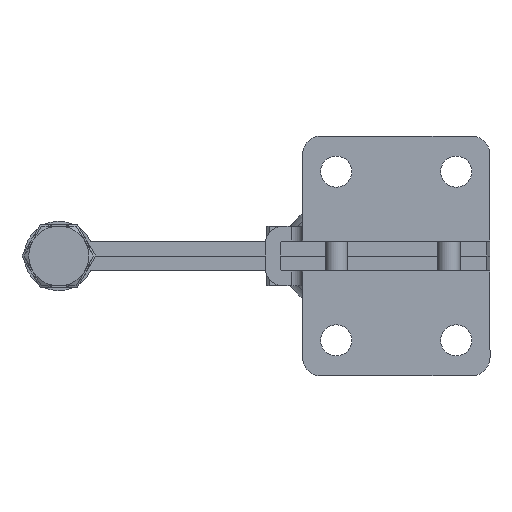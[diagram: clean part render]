
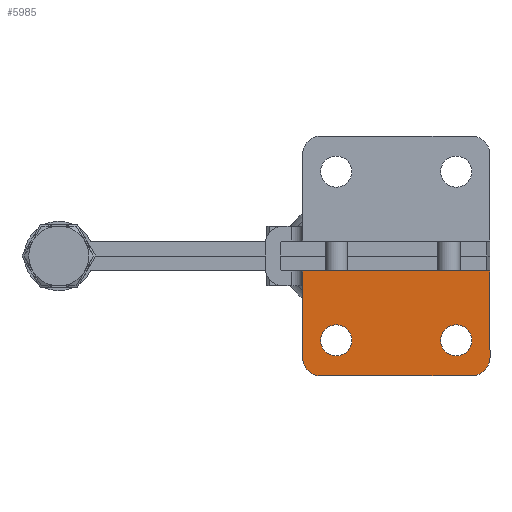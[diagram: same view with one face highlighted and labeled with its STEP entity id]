
A CAD part, front view. The second image highlights one B-rep face of the part: STEP entity #5985.
In plain terms, the highlighted planar face has unit normal (0, -1, 0).
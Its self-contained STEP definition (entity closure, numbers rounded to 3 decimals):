
#152 = AXIS2_PLACEMENT_3D ( 'NONE', #4171, #4508, #4919 ) ;
#187 = EDGE_CURVE ( 'NONE', #1129, #5644, #3497, .T. ) ;
#315 = EDGE_CURVE ( 'NONE', #7651, #8343, #3077, .T. ) ;
#393 = CIRCLE ( 'NONE', #4885, 4.15 ) ;
#452 = EDGE_LOOP ( 'NONE', ( #9936, #5238 ) ) ;
#502 = DIRECTION ( 'NONE',  ( -1., 0., 0. ) ) ;
#644 = EDGE_CURVE ( 'NONE', #8343, #1129, #2311, .T. ) ;
#703 = FACE_BOUND ( 'NONE', #452, .T. ) ;
#960 = VECTOR ( 'NONE', #8856, 1000. ) ;
#1129 = VERTEX_POINT ( 'NONE', #9403 ) ;
#1387 = CARTESIAN_POINT ( 'NONE',  ( 23.15, 22., -22.5 ) ) ;
#1460 = VERTEX_POINT ( 'NONE', #4757 ) ;
#1493 = DIRECTION ( 'NONE',  ( 0., -1., 0. ) ) ;
#1997 = CARTESIAN_POINT ( 'NONE',  ( 51., 22., -22.5 ) ) ;
#2076 = CARTESIAN_POINT ( 'NONE',  ( 15., 22., -32. ) ) ;
#2125 = EDGE_CURVE ( 'NONE', #8106, #6148, #3346, .T. ) ;
#2222 = CIRCLE ( 'NONE', #8897, 4.15 ) ;
#2284 = VECTOR ( 'NONE', #9443, 1000. ) ;
#2311 = LINE ( 'NONE', #7272, #2284 ) ;
#2320 = CARTESIAN_POINT ( 'NONE',  ( 55.15, 22., -22.5 ) ) ;
#2366 = CARTESIAN_POINT ( 'NONE',  ( 51., 22., -22.5 ) ) ;
#2890 = DIRECTION ( 'NONE',  ( 1., 0., 0. ) ) ;
#2989 = CIRCLE ( 'NONE', #7266, 4.15 ) ;
#3077 = CIRCLE ( 'NONE', #4911, 5. ) ;
#3346 = CIRCLE ( 'NONE', #5763, 4.15 ) ;
#3366 = DIRECTION ( 'NONE',  ( -1., 0., 0. ) ) ;
#3497 = CIRCLE ( 'NONE', #7423, 5. ) ;
#3682 = ORIENTED_EDGE ( 'NONE', *, *, #7155, .F. ) ;
#3858 = DIRECTION ( 'NONE',  ( -1., 0., 0. ) ) ;
#3874 = EDGE_CURVE ( 'NONE', #9869, #5644, #8173, .T. ) ;
#3929 = DIRECTION ( 'NONE',  ( 0., -1., 0. ) ) ;
#4009 = DIRECTION ( 'NONE',  ( 0., -1., 0. ) ) ;
#4117 = CARTESIAN_POINT ( 'NONE',  ( 55., 22., -27. ) ) ;
#4171 = CARTESIAN_POINT ( 'NONE',  ( 5., 22., -3. ) ) ;
#4371 = ORIENTED_EDGE ( 'NONE', *, *, #3874, .F. ) ;
#4459 = CARTESIAN_POINT ( 'NONE',  ( 46.85, 22., -22.5 ) ) ;
#4508 = DIRECTION ( 'NONE',  ( 0., 1., 0. ) ) ;
#4564 = DIRECTION ( 'NONE',  ( -1., 0., 0. ) ) ;
#4678 = ORIENTED_EDGE ( 'NONE', *, *, #315, .T. ) ;
#4757 = CARTESIAN_POINT ( 'NONE',  ( 14.85, 22., -22.5 ) ) ;
#4849 = DIRECTION ( 'NONE',  ( 0., -1., 0. ) ) ;
#4885 = AXIS2_PLACEMENT_3D ( 'NONE', #8790, #5068, #9121 ) ;
#4911 = AXIS2_PLACEMENT_3D ( 'NONE', #9932, #1493, #502 ) ;
#4919 = DIRECTION ( 'NONE',  ( 1., 0., 0. ) ) ;
#4948 = LINE ( 'NONE', #8443, #9307 ) ;
#4963 = ORIENTED_EDGE ( 'NONE', *, *, #644, .T. ) ;
#5068 = DIRECTION ( 'NONE',  ( 0., -1., 0. ) ) ;
#5141 = ORIENTED_EDGE ( 'NONE', *, *, #10299, .F. ) ;
#5220 = EDGE_CURVE ( 'NONE', #6148, #8106, #2989, .T. ) ;
#5238 = ORIENTED_EDGE ( 'NONE', *, *, #6618, .F. ) ;
#5280 = DIRECTION ( 'NONE',  ( 0., -1., 0. ) ) ;
#5320 = CARTESIAN_POINT ( 'NONE',  ( 60., 22., -4. ) ) ;
#5559 = ORIENTED_EDGE ( 'NONE', *, *, #187, .T. ) ;
#5644 = VERTEX_POINT ( 'NONE', #8688 ) ;
#5763 = AXIS2_PLACEMENT_3D ( 'NONE', #2366, #3929, #3366 ) ;
#5868 = DIRECTION ( 'NONE',  ( -1., 0., 0. ) ) ;
#5985 = ADVANCED_FACE ( 'NONE', ( #10447, #703, #7906 ), #9299, .F. ) ;
#6047 = CARTESIAN_POINT ( 'NONE',  ( 10., 22., -8. ) ) ;
#6148 = VERTEX_POINT ( 'NONE', #4459 ) ;
#6411 = CARTESIAN_POINT ( 'NONE',  ( 10., 22., -27. ) ) ;
#6437 = VECTOR ( 'NONE', #7709, 1000. ) ;
#6603 = VERTEX_POINT ( 'NONE', #1387 ) ;
#6618 = EDGE_CURVE ( 'NONE', #6603, #1460, #393, .T. ) ;
#6669 = VERTEX_POINT ( 'NONE', #9470 ) ;
#7155 = EDGE_CURVE ( 'NONE', #6669, #9869, #4948, .T. ) ;
#7266 = AXIS2_PLACEMENT_3D ( 'NONE', #1997, #4849, #4564 ) ;
#7272 = CARTESIAN_POINT ( 'NONE',  ( 55., 22., -32. ) ) ;
#7423 = AXIS2_PLACEMENT_3D ( 'NONE', #4117, #5280, #5868 ) ;
#7651 = VERTEX_POINT ( 'NONE', #6411 ) ;
#7709 = DIRECTION ( 'NONE',  ( 0., 0., 1. ) ) ;
#7906 = FACE_OUTER_BOUND ( 'NONE', #9852, .T. ) ;
#8106 = VERTEX_POINT ( 'NONE', #2320 ) ;
#8173 = LINE ( 'NONE', #9813, #960 ) ;
#8246 = EDGE_CURVE ( 'NONE', #1460, #6603, #2222, .T. ) ;
#8343 = VERTEX_POINT ( 'NONE', #2076 ) ;
#8443 = CARTESIAN_POINT ( 'NONE',  ( 60., 22., -4. ) ) ;
#8688 = CARTESIAN_POINT ( 'NONE',  ( 60., 22., -27. ) ) ;
#8790 = CARTESIAN_POINT ( 'NONE',  ( 19., 22., -22.5 ) ) ;
#8856 = DIRECTION ( 'NONE',  ( 0., 0., -1. ) ) ;
#8897 = AXIS2_PLACEMENT_3D ( 'NONE', #10305, #4009, #3858 ) ;
#8913 = EDGE_LOOP ( 'NONE', ( #9938, #9850 ) ) ;
#9121 = DIRECTION ( 'NONE',  ( -1., 0., 0. ) ) ;
#9299 = PLANE ( 'NONE',  #152 ) ;
#9307 = VECTOR ( 'NONE', #2890, 1000. ) ;
#9403 = CARTESIAN_POINT ( 'NONE',  ( 55., 22., -32. ) ) ;
#9443 = DIRECTION ( 'NONE',  ( 1., 0., 0. ) ) ;
#9470 = CARTESIAN_POINT ( 'NONE',  ( 10., 22., -4. ) ) ;
#9765 = LINE ( 'NONE', #6047, #6437 ) ;
#9813 = CARTESIAN_POINT ( 'NONE',  ( 60., 22., -8. ) ) ;
#9850 = ORIENTED_EDGE ( 'NONE', *, *, #2125, .F. ) ;
#9852 = EDGE_LOOP ( 'NONE', ( #5141, #4678, #4963, #5559, #4371, #3682 ) ) ;
#9869 = VERTEX_POINT ( 'NONE', #5320 ) ;
#9932 = CARTESIAN_POINT ( 'NONE',  ( 15., 22., -27. ) ) ;
#9936 = ORIENTED_EDGE ( 'NONE', *, *, #8246, .F. ) ;
#9938 = ORIENTED_EDGE ( 'NONE', *, *, #5220, .F. ) ;
#10299 = EDGE_CURVE ( 'NONE', #7651, #6669, #9765, .T. ) ;
#10305 = CARTESIAN_POINT ( 'NONE',  ( 19., 22., -22.5 ) ) ;
#10447 = FACE_BOUND ( 'NONE', #8913, .T. ) ;
